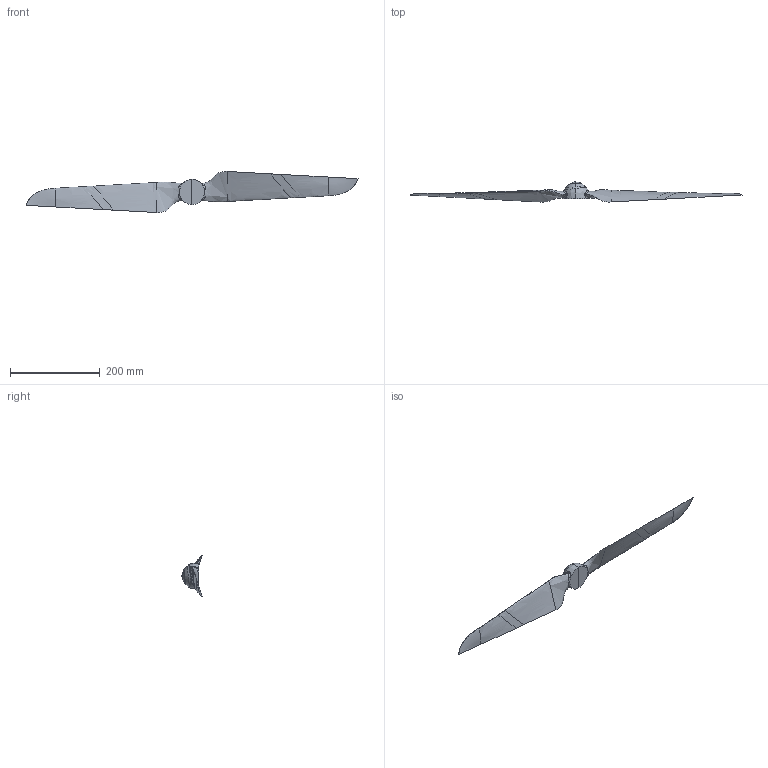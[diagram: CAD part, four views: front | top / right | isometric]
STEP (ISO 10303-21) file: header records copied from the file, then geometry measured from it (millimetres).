
FILE_DESCRIPTION(('FreeCAD Model'),'2;1');
FILE_NAME('Open CASCADE Shape Model','2025-04-27T07:24:27',('FreeCAD'),( 'FreeCAD'),'Open CASCADE STEP processor 7.6','FreeCAD','Unknown');
FILE_SCHEMA(('AUTOMOTIVE_DESIGN { 1 0 10303 214 1 1 1 1 }'));
Length unit declared in the file: millimetre
Products named in the file (1): Open CASCADE STEP translator 7.6 1
Bounding box: 738.9 x 44.8 x 91.56 mm (x, y, z)
Volume: 242506.8 mm3; surface area: 84571.7 mm2
Topology: 2 solids, 2 shells, 56 faces, 153 edges, 95 vertices
Faces by surface type: bspline 56
Entity records: 17126 total; most frequent: CARTESIAN_POINT 16251, ORIENTED_EDGE 294, EDGE_CURVE 147, B_SPLINE_CURVE_WITH_KNOTS 128, VERTEX_POINT 95, ADVANCED_FACE 56, FACE_BOUND 56, EDGE_LOOP 56
